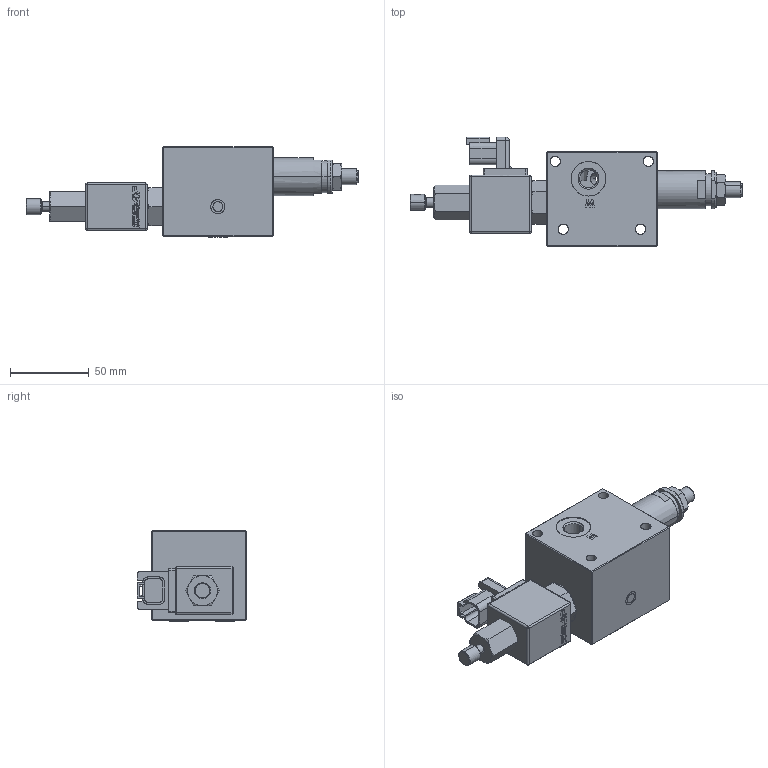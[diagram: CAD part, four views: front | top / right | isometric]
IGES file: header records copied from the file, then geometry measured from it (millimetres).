
Start section: SolidWorks IGES file using analytic representation for surfaces
Global section: file name: FE10PS31C--C32.igs; native system: SolidWorks 2012; preprocessor: SolidWorks 2012; author: serviziopdm; date: 131010.114603; units: millimetre
Bounding box: 210.39 x 69.3 x 57.43 mm (x, y, z)
Surface area: 50145.9 mm2 (no closed solid volume)
Topology: 0 solids, 0 shells, 465 faces, 6651 edges, 6641 vertices
Faces by surface type: bspline 310, revolution 155
